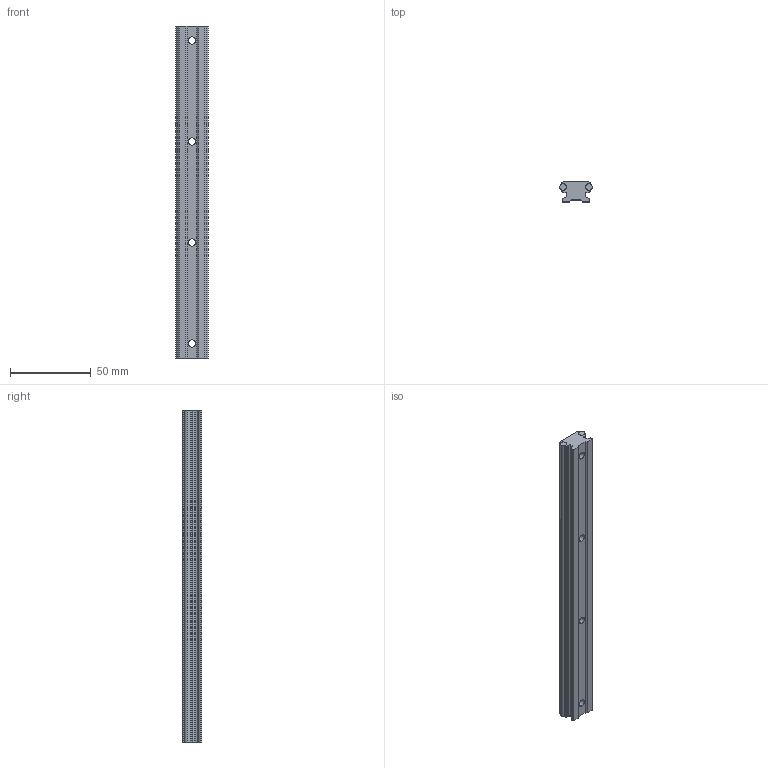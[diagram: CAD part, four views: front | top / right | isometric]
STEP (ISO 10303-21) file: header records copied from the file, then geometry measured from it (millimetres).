
FILE_DESCRIPTION (( 'STEP AP214' ), '1' );
FILE_NAME ('ELFS20.STEP', '2016-09-14T11:02:39', ( 'admin' ), ( '' ), 'SwSTEP 2.0', 'SolidWorks 2016', '' );
FILE_SCHEMA (( 'AUTOMOTIVE_DESIGN' ));
Length unit declared in the file: millimetre
Products named in the file (3): W4h6-ELFS_Bohrbild; EDM_ELFS20-STR_STEP; ELFS20
Assembly tree (3 placements, depth 2):
  ELFS20
    EDM_ELFS20-STR_STEP
    W4h6-ELFS_Bohrbild  x2
Bounding box: 19.99 x 12.2 x 205.5 mm (x, y, z)
Volume: 37781.1 mm3; surface area: 21297.2 mm2
Topology: 3 solids, 3 shells, 75 faces, 195 edges, 130 vertices
Faces by surface type: cylinder 43, plane 32
Entity records: 2379 total; most frequent: DIRECTION 425, CARTESIAN_POINT 392, ORIENTED_EDGE 378, EDGE_CURVE 189, AXIS2_PLACEMENT_3D 159, VERTEX_POINT 126, LINE 107, VECTOR 107
